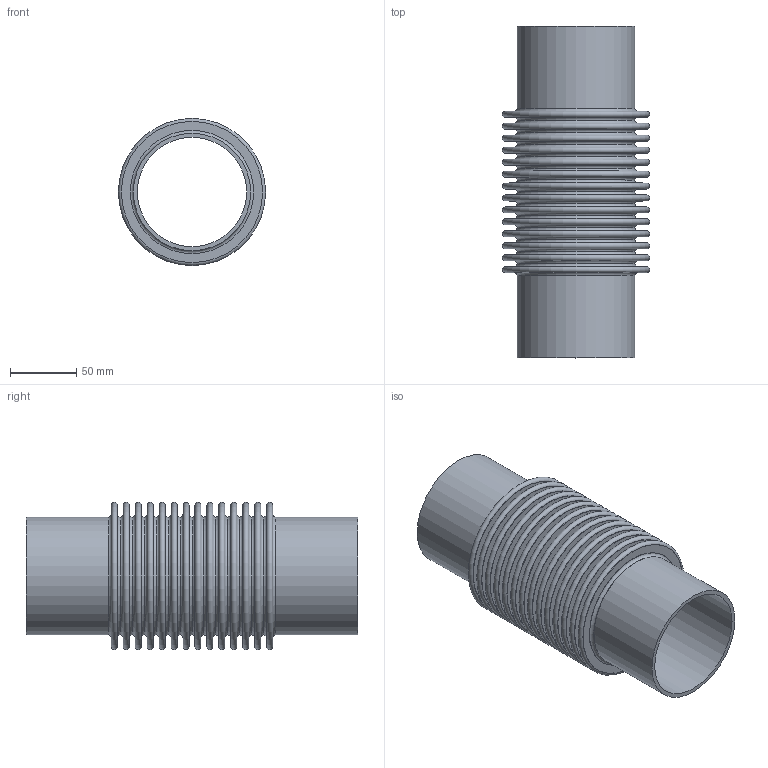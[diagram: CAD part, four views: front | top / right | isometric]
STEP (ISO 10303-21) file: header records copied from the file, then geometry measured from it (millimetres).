
FILE_DESCRIPTION(/* description */ (''),/* implementation_level */ '2;1');
FILE_NAME(/* name */ '3957.stp',/* time_stamp */ '2015-09-10T12:33:41+02:00',/* author */ ('Tekenkamer'),/* organization */ (''),/* preprocessor_version */ 'ST-DEVELOPER v15.6',/* originating_system */ 'Autodesk Inventor 2015',/* authorisation */ '');
FILE_SCHEMA (('AUTOMOTIVE_DESIGN { 1 0 10303 214 3 1 1 }'));
Length unit declared in the file: millimetre
Products named in the file (1): 3957
Bounding box: 110.9 x 250 x 110.9 mm (x, y, z)
Volume: 135996 mm3; surface area: 311018.4 mm2
Topology: 1 solids, 1 shells, 174 faces, 264 edges, 176 vertices
Faces by surface type: plane 86, torus 84, cylinder 4
Full cylindrical faces by diameter (mm): 82.385 x1, 82.8 x1, 88.385 x1, 88.8 x1
Entity records: 3512 total; most frequent: DIRECTION 698, CARTESIAN_POINT 523, AXIS2_PLACEMENT_3D 349, EDGE_LOOP 348, ORIENTED_EDGE 348, FACE_BOUND 174, FACE_OUTER_BOUND 174, CIRCLE 174
